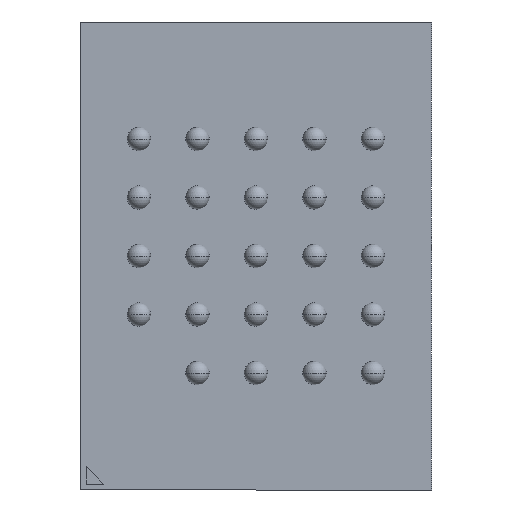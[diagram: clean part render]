
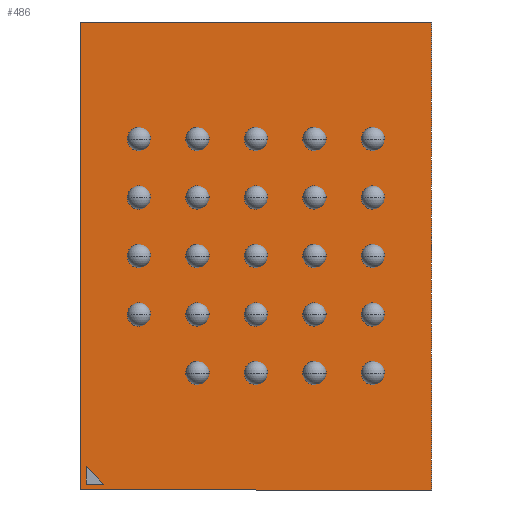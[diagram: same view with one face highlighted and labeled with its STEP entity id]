
A CAD part, front view. The second image highlights one B-rep face of the part: STEP entity #486.
In plain terms, the highlighted planar face has unit normal (0, -1, 0).
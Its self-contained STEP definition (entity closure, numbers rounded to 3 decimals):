
#14 = CARTESIAN_POINT ( 'NONE',  ( -3., 0.35, -4. ) ) ;
#17 = EDGE_CURVE ( 'NONE', #804, #808, #1039, .T. ) ;
#21 = LINE ( 'NONE', #35, #446 ) ;
#35 = CARTESIAN_POINT ( 'NONE',  ( -2.6, 0.35, -3.9 ) ) ;
#39 = EDGE_CURVE ( 'NONE', #128, #1028, #382, .T. ) ;
#76 = CARTESIAN_POINT ( 'NONE',  ( -2.9, 0.35, -3.6 ) ) ;
#77 = VECTOR ( 'NONE', #391, 1000. ) ;
#118 = ORIENTED_EDGE ( 'NONE', *, *, #39, .F. ) ;
#128 = VERTEX_POINT ( 'NONE', #1064 ) ;
#152 = AXIS2_PLACEMENT_3D ( 'NONE', #361, #1079, #724 ) ;
#168 = DIRECTION ( 'NONE',  ( -0.707, 0., 0.707 ) ) ;
#197 = VERTEX_POINT ( 'NONE', #842 ) ;
#232 = VECTOR ( 'NONE', #945, 1000. ) ;
#235 = EDGE_CURVE ( 'NONE', #1028, #197, #1120, .T. ) ;
#239 = ORIENTED_EDGE ( 'NONE', *, *, #647, .F. ) ;
#252 = VERTEX_POINT ( 'NONE', #672 ) ;
#288 = CARTESIAN_POINT ( 'NONE',  ( -2.9, 0.35, -3.9 ) ) ;
#313 = CARTESIAN_POINT ( 'NONE',  ( -3., 0.35, 4. ) ) ;
#316 = LINE ( 'NONE', #924, #77 ) ;
#326 = ORIENTED_EDGE ( 'NONE', *, *, #439, .F. ) ;
#339 = ORIENTED_EDGE ( 'NONE', *, *, #979, .F. ) ;
#354 = ORIENTED_EDGE ( 'NONE', *, *, #235, .F. ) ;
#361 = CARTESIAN_POINT ( 'NONE',  ( 0., 0.35, 0. ) ) ;
#374 = FACE_OUTER_BOUND ( 'NONE', #571, .T. ) ;
#382 = LINE ( 'NONE', #14, #887 ) ;
#384 = DIRECTION ( 'NONE',  ( 0., 0., -1. ) ) ;
#391 = DIRECTION ( 'NONE',  ( -1., 0., 0. ) ) ;
#396 = DIRECTION ( 'NONE',  ( 1., 0., 0. ) ) ;
#427 = CARTESIAN_POINT ( 'NONE',  ( -2.9, 0.35, -3.9 ) ) ;
#439 = EDGE_CURVE ( 'NONE', #252, #128, #316, .T. ) ;
#446 = VECTOR ( 'NONE', #504, 1000. ) ;
#455 = ORIENTED_EDGE ( 'NONE', *, *, #722, .F. ) ;
#486 = ADVANCED_FACE ( 'NONE', ( #574, #374 ), #896, .F. ) ;
#504 = DIRECTION ( 'NONE',  ( 1., 0., 0. ) ) ;
#571 = EDGE_LOOP ( 'NONE', ( #455, #354, #118, #326 ) ) ;
#574 = FACE_BOUND ( 'NONE', #1000, .T. ) ;
#645 = VERTEX_POINT ( 'NONE', #754 ) ;
#647 = EDGE_CURVE ( 'NONE', #808, #645, #21, .T. ) ;
#669 = ORIENTED_EDGE ( 'NONE', *, *, #17, .F. ) ;
#672 = CARTESIAN_POINT ( 'NONE',  ( 3., 0.35, -4. ) ) ;
#674 = LINE ( 'NONE', #76, #1009 ) ;
#675 = LINE ( 'NONE', #1046, #232 ) ;
#702 = CARTESIAN_POINT ( 'NONE',  ( -2.9, 0.35, -3.6 ) ) ;
#722 = EDGE_CURVE ( 'NONE', #197, #252, #675, .T. ) ;
#724 = DIRECTION ( 'NONE',  ( 0., 0., 1. ) ) ;
#754 = CARTESIAN_POINT ( 'NONE',  ( -2.6, 0.35, -3.9 ) ) ;
#761 = CARTESIAN_POINT ( 'NONE',  ( -3., 0.35, 4. ) ) ;
#804 = VERTEX_POINT ( 'NONE', #702 ) ;
#808 = VERTEX_POINT ( 'NONE', #427 ) ;
#842 = CARTESIAN_POINT ( 'NONE',  ( 3., 0.35, 4. ) ) ;
#887 = VECTOR ( 'NONE', #921, 1000. ) ;
#896 = PLANE ( 'NONE',  #152 ) ;
#921 = DIRECTION ( 'NONE',  ( 0., 0., 1. ) ) ;
#924 = CARTESIAN_POINT ( 'NONE',  ( 3., 0.35, -4. ) ) ;
#945 = DIRECTION ( 'NONE',  ( 0., 0., -1. ) ) ;
#979 = EDGE_CURVE ( 'NONE', #645, #804, #674, .T. ) ;
#1000 = EDGE_LOOP ( 'NONE', ( #669, #339, #239 ) ) ;
#1009 = VECTOR ( 'NONE', #168, 1000. ) ;
#1028 = VERTEX_POINT ( 'NONE', #761 ) ;
#1037 = VECTOR ( 'NONE', #396, 1000. ) ;
#1039 = LINE ( 'NONE', #288, #1129 ) ;
#1046 = CARTESIAN_POINT ( 'NONE',  ( 3., 0.35, 4. ) ) ;
#1064 = CARTESIAN_POINT ( 'NONE',  ( -3., 0.35, -4. ) ) ;
#1079 = DIRECTION ( 'NONE',  ( 0., 1., 0. ) ) ;
#1120 = LINE ( 'NONE', #313, #1037 ) ;
#1129 = VECTOR ( 'NONE', #384, 1000. ) ;
